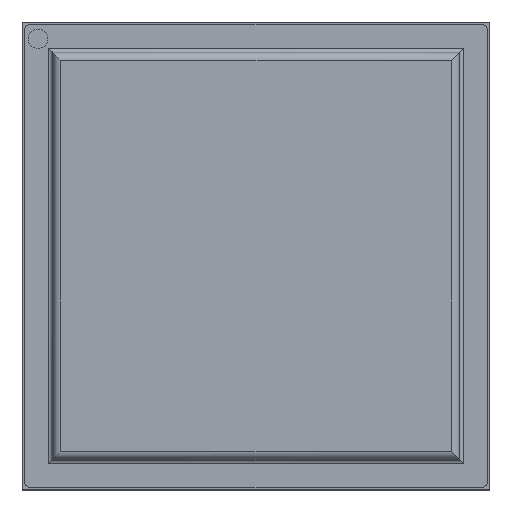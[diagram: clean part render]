
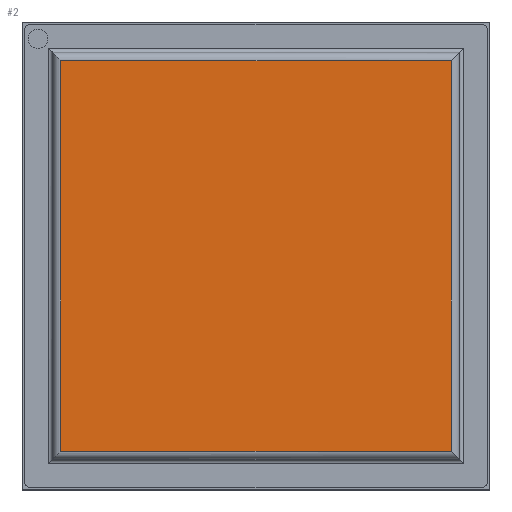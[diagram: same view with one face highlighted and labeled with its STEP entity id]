
A CAD part, top view. The second image highlights one B-rep face of the part: STEP entity #2.
In plain terms, the highlighted planar face has unit normal (0, 0, 1).
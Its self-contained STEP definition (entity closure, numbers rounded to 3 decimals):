
#2 = ADVANCED_FACE ( 'NONE', ( #324 ), #958, .F. ) ;
#86 = VERTEX_POINT ( 'NONE', #504 ) ;
#131 = VECTOR ( 'NONE', #867, 1000. ) ;
#132 = DIRECTION ( 'NONE',  ( -1., 0., 0. ) ) ;
#172 = VECTOR ( 'NONE', #207, 1000. ) ;
#173 = VERTEX_POINT ( 'NONE', #756 ) ;
#207 = DIRECTION ( 'NONE',  ( 0., -1., 0. ) ) ;
#228 = CARTESIAN_POINT ( 'NONE',  ( 0., 9.6, 2.72 ) ) ;
#231 = EDGE_CURVE ( 'NONE', #696, #86, #846, .T. ) ;
#238 = EDGE_CURVE ( 'NONE', #742, #173, #1007, .T. ) ;
#253 = DIRECTION ( 'NONE',  ( -1., 0., 0. ) ) ;
#293 = CARTESIAN_POINT ( 'NONE',  ( -9.6, 0., 2.72 ) ) ;
#324 = FACE_OUTER_BOUND ( 'NONE', #637, .T. ) ;
#407 = ORIENTED_EDGE ( 'NONE', *, *, #231, .T. ) ;
#466 = CARTESIAN_POINT ( 'NONE',  ( 0., -9.6, 2.72 ) ) ;
#475 = VECTOR ( 'NONE', #132, 1000. ) ;
#483 = DIRECTION ( 'NONE',  ( 0., 1., 0. ) ) ;
#501 = ORIENTED_EDGE ( 'NONE', *, *, #238, .T. ) ;
#504 = CARTESIAN_POINT ( 'NONE',  ( 9.6, -9.6, 2.72 ) ) ;
#550 = ORIENTED_EDGE ( 'NONE', *, *, #703, .T. ) ;
#558 = VECTOR ( 'NONE', #483, 1000. ) ;
#585 = EDGE_CURVE ( 'NONE', #173, #696, #922, .T. ) ;
#637 = EDGE_LOOP ( 'NONE', ( #888, #407, #550, #501 ) ) ;
#657 = CARTESIAN_POINT ( 'NONE',  ( 0., 0., 2.72 ) ) ;
#696 = VERTEX_POINT ( 'NONE', #869 ) ;
#703 = EDGE_CURVE ( 'NONE', #86, #742, #717, .T. ) ;
#717 = LINE ( 'NONE', #878, #558 ) ;
#742 = VERTEX_POINT ( 'NONE', #818 ) ;
#756 = CARTESIAN_POINT ( 'NONE',  ( -9.6, 9.6, 2.72 ) ) ;
#815 = DIRECTION ( 'NONE',  ( 0., 0., -1. ) ) ;
#818 = CARTESIAN_POINT ( 'NONE',  ( 9.6, 9.6, 2.72 ) ) ;
#846 = LINE ( 'NONE', #466, #131 ) ;
#867 = DIRECTION ( 'NONE',  ( 1., 0., 0. ) ) ;
#869 = CARTESIAN_POINT ( 'NONE',  ( -9.6, -9.6, 2.72 ) ) ;
#871 = AXIS2_PLACEMENT_3D ( 'NONE', #657, #815, #253 ) ;
#878 = CARTESIAN_POINT ( 'NONE',  ( 9.6, 0., 2.72 ) ) ;
#888 = ORIENTED_EDGE ( 'NONE', *, *, #585, .T. ) ;
#922 = LINE ( 'NONE', #293, #172 ) ;
#958 = PLANE ( 'NONE',  #871 ) ;
#1007 = LINE ( 'NONE', #228, #475 ) ;
